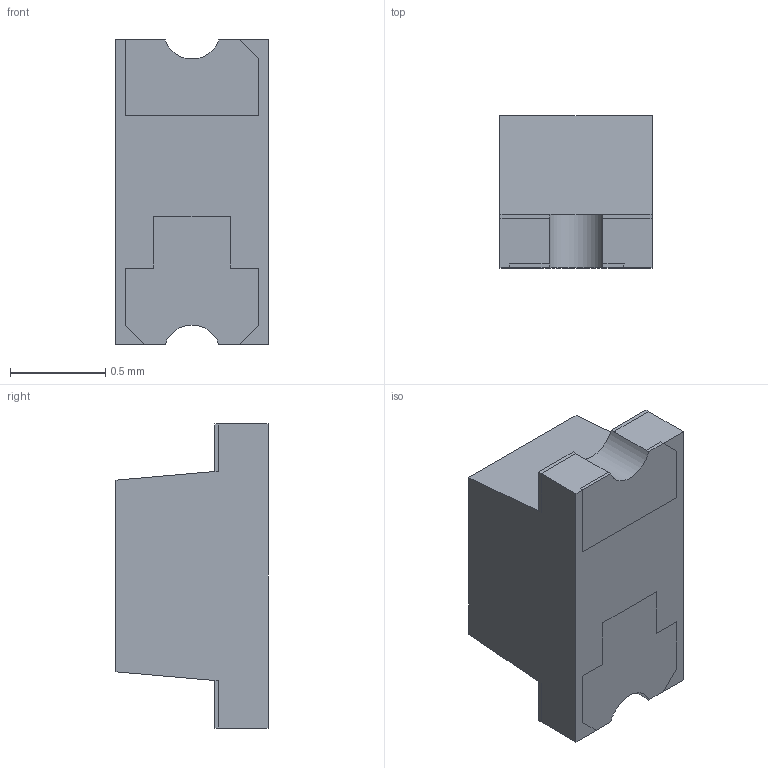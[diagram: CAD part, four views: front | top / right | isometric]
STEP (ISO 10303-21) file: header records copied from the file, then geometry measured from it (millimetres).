
FILE_DESCRIPTION (( 'STEP AP214' ), '1' );
FILE_NAME ('LTST-C190KRKT.STEP', '2018-08-06T09:44:48', ( '' ), ( '' ), 'SwSTEP 2.0', 'SolidWorks 2017', '' );
FILE_SCHEMA (( 'AUTOMOTIVE_DESIGN' ));
Length unit declared in the file: millimetre
Products named in the file (1): LTST-C190KRKT
Bounding box: 0.8 x 0.8 x 1.6 mm (x, y, z)
Volume: 0.8 mm3; surface area: 8.3 mm2
Topology: 3 solids, 3 shells, 81 faces, 217 edges, 142 vertices
Faces by surface type: plane 72, cylinder 9
Entity records: 2537 total; most frequent: CARTESIAN_POINT 441, ORIENTED_EDGE 434, DIRECTION 399, EDGE_CURVE 217, VECTOR 199, LINE 199, VERTEX_POINT 142, AXIS2_PLACEMENT_3D 100
